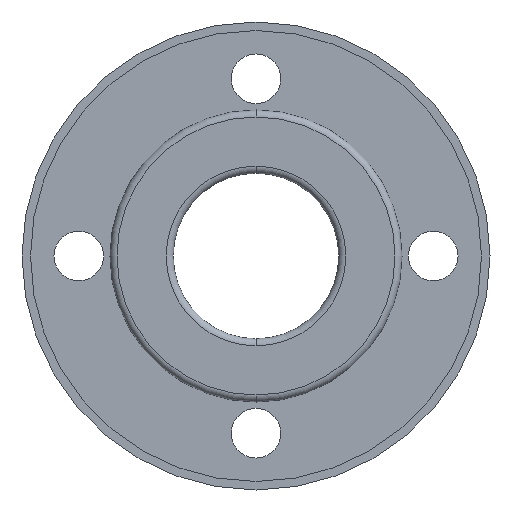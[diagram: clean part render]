
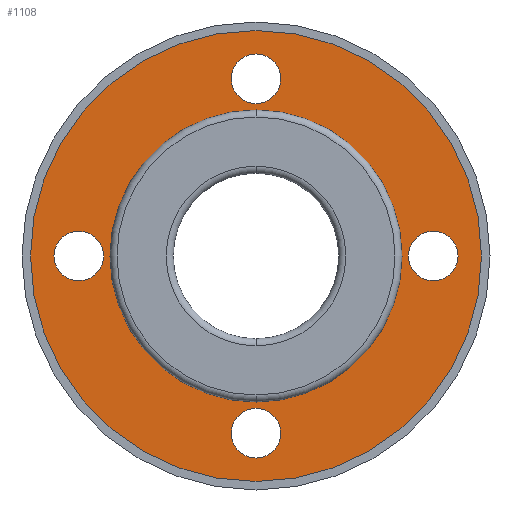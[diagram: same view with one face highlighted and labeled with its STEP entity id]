
A CAD part, front view. The second image highlights one B-rep face of the part: STEP entity #1108.
In plain terms, the highlighted planar face has unit normal (0, -1, 0).
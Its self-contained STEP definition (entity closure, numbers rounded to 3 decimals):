
#3 = DIRECTION ( 'NONE',  ( 0., -1., 0. ) ) ;
#16 = CARTESIAN_POINT ( 'NONE',  ( 0., 17.5, 53.75 ) ) ;
#20 = CARTESIAN_POINT ( 'NONE',  ( 0., 17.5, 0. ) ) ;
#21 = ORIENTED_EDGE ( 'NONE', *, *, #1296, .F. ) ;
#35 = ORIENTED_EDGE ( 'NONE', *, *, #1223, .F. ) ;
#68 = DIRECTION ( 'NONE',  ( 0., 0., 1. ) ) ;
#80 = ORIENTED_EDGE ( 'NONE', *, *, #897, .T. ) ;
#82 = DIRECTION ( 'NONE',  ( 0., 0., 1. ) ) ;
#91 = CARTESIAN_POINT ( 'NONE',  ( 0., 17.5, 71.25 ) ) ;
#92 = ORIENTED_EDGE ( 'NONE', *, *, #267, .F. ) ;
#93 = CARTESIAN_POINT ( 'NONE',  ( 0., 17.5, -51.5 ) ) ;
#107 = PLANE ( 'NONE',  #1159 ) ;
#111 = CIRCLE ( 'NONE', #736, 8.75 ) ;
#142 = CIRCLE ( 'NONE', #892, 8.75 ) ;
#148 = EDGE_CURVE ( 'NONE', #700, #499, #252, .T. ) ;
#155 = CARTESIAN_POINT ( 'NONE',  ( 0., 17.5, 51.5 ) ) ;
#164 = DIRECTION ( 'NONE',  ( 0., -1., 0. ) ) ;
#176 = EDGE_CURVE ( 'NONE', #288, #486, #1211, .T. ) ;
#191 = CARTESIAN_POINT ( 'NONE',  ( 0., 17.5, 62.5 ) ) ;
#207 = EDGE_LOOP ( 'NONE', ( #904, #35 ) ) ;
#221 = AXIS2_PLACEMENT_3D ( 'NONE', #331, #429, #758 ) ;
#230 = CIRCLE ( 'NONE', #982, 79.5 ) ;
#231 = DIRECTION ( 'NONE',  ( 0., 1., 0. ) ) ;
#252 = CIRCLE ( 'NONE', #1300, 8.75 ) ;
#267 = EDGE_CURVE ( 'NONE', #351, #901, #230, .T. ) ;
#277 = CARTESIAN_POINT ( 'NONE',  ( -62.5, 17.5, 0. ) ) ;
#278 = FACE_BOUND ( 'NONE', #889, .T. ) ;
#284 = DIRECTION ( 'NONE',  ( 0., -1., 0. ) ) ;
#288 = VERTEX_POINT ( 'NONE', #853 ) ;
#307 = CARTESIAN_POINT ( 'NONE',  ( 53.75, 17.5, 0. ) ) ;
#313 = DIRECTION ( 'NONE',  ( 0., -1., 0. ) ) ;
#322 = DIRECTION ( 'NONE',  ( 0., 0., -1. ) ) ;
#331 = CARTESIAN_POINT ( 'NONE',  ( 0., 17.5, 0. ) ) ;
#351 = VERTEX_POINT ( 'NONE', #905 ) ;
#385 = DIRECTION ( 'NONE',  ( 0., -1., 0. ) ) ;
#391 = DIRECTION ( 'NONE',  ( 1., 0., 0. ) ) ;
#393 = ORIENTED_EDGE ( 'NONE', *, *, #566, .T. ) ;
#414 = AXIS2_PLACEMENT_3D ( 'NONE', #933, #3, #322 ) ;
#415 = VERTEX_POINT ( 'NONE', #93 ) ;
#429 = DIRECTION ( 'NONE',  ( 0., 1., 0. ) ) ;
#437 = DIRECTION ( 'NONE',  ( 0., 0., 1. ) ) ;
#453 = CARTESIAN_POINT ( 'NONE',  ( -71.25, 17.5, 0. ) ) ;
#455 = CARTESIAN_POINT ( 'NONE',  ( -62.5, 17.5, 0. ) ) ;
#458 = CIRCLE ( 'NONE', #1118, 8.75 ) ;
#482 = VERTEX_POINT ( 'NONE', #946 ) ;
#486 = VERTEX_POINT ( 'NONE', #453 ) ;
#491 = FACE_BOUND ( 'NONE', #527, .T. ) ;
#497 = CARTESIAN_POINT ( 'NONE',  ( 0., 17.5, -53.75 ) ) ;
#499 = VERTEX_POINT ( 'NONE', #16 ) ;
#506 = ORIENTED_EDGE ( 'NONE', *, *, #1180, .F. ) ;
#524 = EDGE_LOOP ( 'NONE', ( #80, #393 ) ) ;
#527 = EDGE_LOOP ( 'NONE', ( #21, #506 ) ) ;
#532 = DIRECTION ( 'NONE',  ( 0., 1., 0. ) ) ;
#553 = AXIS2_PLACEMENT_3D ( 'NONE', #277, #1065, #1078 ) ;
#566 = EDGE_CURVE ( 'NONE', #415, #1058, #1209, .T. ) ;
#575 = DIRECTION ( 'NONE',  ( 0., 0., 1. ) ) ;
#581 = AXIS2_PLACEMENT_3D ( 'NONE', #455, #1247, #952 ) ;
#583 = CARTESIAN_POINT ( 'NONE',  ( 0., 17.5, 0. ) ) ;
#593 = DIRECTION ( 'NONE',  ( 0., -1., 0. ) ) ;
#599 = AXIS2_PLACEMENT_3D ( 'NONE', #1011, #385, #900 ) ;
#608 = DIRECTION ( 'NONE',  ( 0., 0., -1. ) ) ;
#620 = FACE_BOUND ( 'NONE', #207, .T. ) ;
#636 = CARTESIAN_POINT ( 'NONE',  ( 0., 17.5, -71.25 ) ) ;
#686 = FACE_BOUND ( 'NONE', #1129, .T. ) ;
#690 = CIRCLE ( 'NONE', #932, 79.5 ) ;
#694 = ORIENTED_EDGE ( 'NONE', *, *, #1186, .F. ) ;
#700 = VERTEX_POINT ( 'NONE', #91 ) ;
#736 = AXIS2_PLACEMENT_3D ( 'NONE', #811, #313, #391 ) ;
#746 = CARTESIAN_POINT ( 'NONE',  ( 0., 17.5, 0. ) ) ;
#753 = ORIENTED_EDGE ( 'NONE', *, *, #966, .F. ) ;
#758 = DIRECTION ( 'NONE',  ( 0., 0., 1. ) ) ;
#768 = EDGE_CURVE ( 'NONE', #482, #772, #142, .T. ) ;
#772 = VERTEX_POINT ( 'NONE', #307 ) ;
#811 = CARTESIAN_POINT ( 'NONE',  ( 62.5, 17.5, 0. ) ) ;
#853 = CARTESIAN_POINT ( 'NONE',  ( -53.75, 17.5, 0. ) ) ;
#883 = EDGE_CURVE ( 'NONE', #486, #288, #1080, .T. ) ;
#889 = EDGE_LOOP ( 'NONE', ( #978, #1259 ) ) ;
#892 = AXIS2_PLACEMENT_3D ( 'NONE', #1100, #593, #1318 ) ;
#897 = EDGE_CURVE ( 'NONE', #1058, #415, #1142, .T. ) ;
#900 = DIRECTION ( 'NONE',  ( 0., 0., -1. ) ) ;
#901 = VERTEX_POINT ( 'NONE', #1163 ) ;
#904 = ORIENTED_EDGE ( 'NONE', *, *, #768, .F. ) ;
#905 = CARTESIAN_POINT ( 'NONE',  ( 0., 17.5, -79.5 ) ) ;
#924 = FACE_BOUND ( 'NONE', #524, .T. ) ;
#927 = ORIENTED_EDGE ( 'NONE', *, *, #148, .F. ) ;
#932 = AXIS2_PLACEMENT_3D ( 'NONE', #20, #231, #437 ) ;
#933 = CARTESIAN_POINT ( 'NONE',  ( 0., 17.5, -62.5 ) ) ;
#946 = CARTESIAN_POINT ( 'NONE',  ( 71.25, 17.5, 0. ) ) ;
#952 = DIRECTION ( 'NONE',  ( -1., 0., 0. ) ) ;
#966 = EDGE_CURVE ( 'NONE', #901, #351, #690, .T. ) ;
#978 = ORIENTED_EDGE ( 'NONE', *, *, #883, .F. ) ;
#982 = AXIS2_PLACEMENT_3D ( 'NONE', #583, #996, #68 ) ;
#996 = DIRECTION ( 'NONE',  ( 0., 1., 0. ) ) ;
#1003 = DIRECTION ( 'NONE',  ( 0., -1., 0. ) ) ;
#1011 = CARTESIAN_POINT ( 'NONE',  ( 0., 17.5, -62.5 ) ) ;
#1058 = VERTEX_POINT ( 'NONE', #155 ) ;
#1062 = EDGE_LOOP ( 'NONE', ( #753, #92 ) ) ;
#1065 = DIRECTION ( 'NONE',  ( 0., -1., 0. ) ) ;
#1078 = DIRECTION ( 'NONE',  ( -1., 0., 0. ) ) ;
#1080 = CIRCLE ( 'NONE', #581, 8.75 ) ;
#1097 = CIRCLE ( 'NONE', #599, 8.75 ) ;
#1100 = CARTESIAN_POINT ( 'NONE',  ( 62.5, 17.5, 0. ) ) ;
#1108 = ADVANCED_FACE ( 'NONE', ( #278, #686, #620, #491, #924, #1198 ), #107, .T. ) ;
#1118 = AXIS2_PLACEMENT_3D ( 'NONE', #191, #1003, #82 ) ;
#1129 = EDGE_LOOP ( 'NONE', ( #927, #694 ) ) ;
#1142 = CIRCLE ( 'NONE', #221, 51.5 ) ;
#1153 = DIRECTION ( 'NONE',  ( 0., 0., 1. ) ) ;
#1159 = AXIS2_PLACEMENT_3D ( 'NONE', #1210, #284, #608 ) ;
#1163 = CARTESIAN_POINT ( 'NONE',  ( 0., 17.5, 79.5 ) ) ;
#1170 = AXIS2_PLACEMENT_3D ( 'NONE', #746, #532, #1153 ) ;
#1180 = EDGE_CURVE ( 'NONE', #1261, #1264, #1097, .T. ) ;
#1186 = EDGE_CURVE ( 'NONE', #499, #700, #458, .T. ) ;
#1198 = FACE_OUTER_BOUND ( 'NONE', #1062, .T. ) ;
#1209 = CIRCLE ( 'NONE', #1170, 51.5 ) ;
#1210 = CARTESIAN_POINT ( 'NONE',  ( 0., 17.5, 0. ) ) ;
#1211 = CIRCLE ( 'NONE', #553, 8.75 ) ;
#1223 = EDGE_CURVE ( 'NONE', #772, #482, #111, .T. ) ;
#1226 = CIRCLE ( 'NONE', #414, 8.75 ) ;
#1247 = DIRECTION ( 'NONE',  ( 0., -1., 0. ) ) ;
#1259 = ORIENTED_EDGE ( 'NONE', *, *, #176, .F. ) ;
#1261 = VERTEX_POINT ( 'NONE', #497 ) ;
#1264 = VERTEX_POINT ( 'NONE', #636 ) ;
#1283 = CARTESIAN_POINT ( 'NONE',  ( 0., 17.5, 62.5 ) ) ;
#1296 = EDGE_CURVE ( 'NONE', #1264, #1261, #1226, .T. ) ;
#1300 = AXIS2_PLACEMENT_3D ( 'NONE', #1283, #164, #575 ) ;
#1318 = DIRECTION ( 'NONE',  ( 1., 0., 0. ) ) ;
